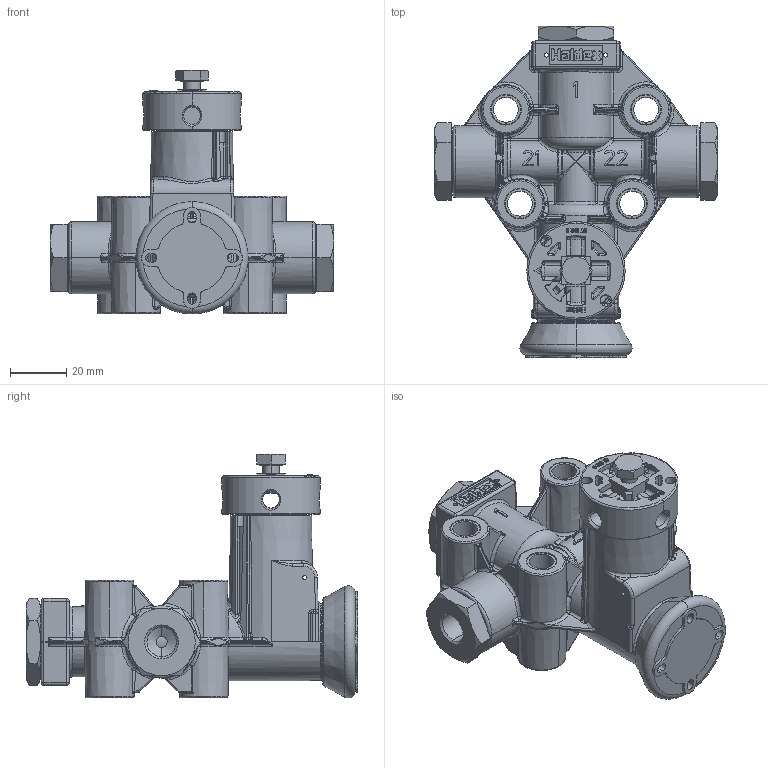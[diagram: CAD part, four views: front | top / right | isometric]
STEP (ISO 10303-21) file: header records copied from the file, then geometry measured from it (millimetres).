
FILE_DESCRIPTION((''),'2;1');
FILE_NAME('612_035_011_DUMMY_ASM','2010-12-02T',('TschoekeT'),(''),'PRO/ENGINEER BY PARAMETRIC TECHNOLOGY CORPORATION, 2007230','PRO/ENGINEER BY PARAMETRIC TECHNOLOGY CORPORATION, 2007230','');
FILE_SCHEMA(('AUTOMOTIVE_DESIGN_CC2 { 1 2 10303 214 -1 1 5 2 }'));
Length unit declared in the file: millimetre
Products named in the file (10): 027_0543_39; 058_0189_09; 003_6061_39_ASM; 027_0542_19; 016_3579_09; 016_3559_09; 025_0478_09_EINB; 016_3560_09; 051_0049_09; 612_035_011_DUMMY_ASM
Assembly tree (13 placements, depth 3):
  612_035_011_DUMMY_ASM
    003_6061_39_ASM
      027_0543_39
      058_0189_09  x4
    027_0542_19
    016_3579_09
    016_3559_09
    025_0478_09_EINB
    016_3560_09  x2
    051_0049_09
Bounding box: 101 x 118.35 x 87 mm (x, y, z)
Volume: 123424.9 mm3; surface area: 89915.7 mm2
Topology: 12 solids, 12 shells, 2902 faces, 7086 edges, 4255 vertices
Faces by surface type: plane 888, cylinder 757, bspline 627, torus 278, cone 194, sphere 153, extrusion 5
Entity records: 132854 total; most frequent: CARTESIAN_POINT 48627, ORIENTED_EDGE 13820, DIRECTION 11786, PRESENTATION_STYLE_ASSIGNMENT 7011, EDGE_CURVE 6910, STYLED_ITEM 6871, CURVE_STYLE 6864, AXIS2_PLACEMENT_3D 4542
